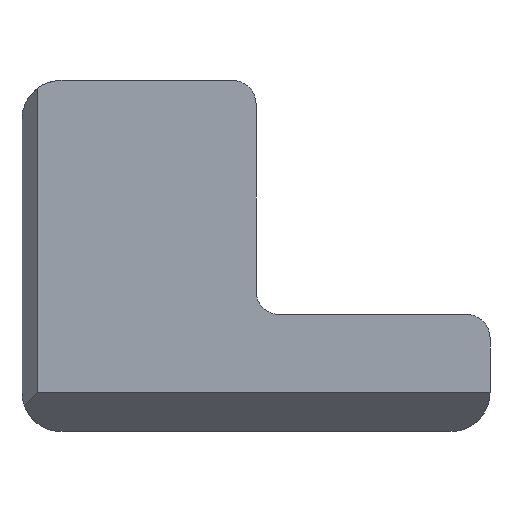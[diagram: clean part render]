
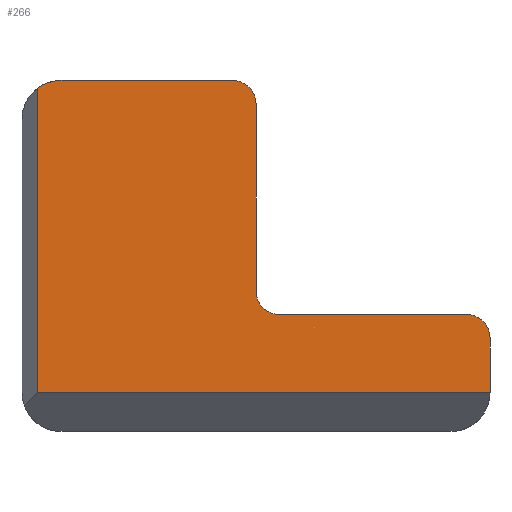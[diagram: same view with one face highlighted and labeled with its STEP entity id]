
A CAD part, front view. The second image highlights one B-rep face of the part: STEP entity #266.
In plain terms, the highlighted planar face has unit normal (0, -1, 0).
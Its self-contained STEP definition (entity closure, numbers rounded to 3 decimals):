
#7 = VERTEX_POINT ( 'NONE', #242 ) ;
#15 = CIRCLE ( 'NONE', #350, 5. ) ;
#18 = CARTESIAN_POINT ( 'NONE',  ( 3., 0., 0. ) ) ;
#23 = CIRCLE ( 'NONE', #399, 3. ) ;
#27 = EDGE_CURVE ( 'NONE', #466, #7, #376, .T. ) ;
#33 = CARTESIAN_POINT ( 'NONE',  ( 0., 0., 3. ) ) ;
#42 = ORIENTED_EDGE ( 'NONE', *, *, #208, .T. ) ;
#43 = VERTEX_POINT ( 'NONE', #461 ) ;
#44 = VECTOR ( 'NONE', #241, 1000. ) ;
#49 = CARTESIAN_POINT ( 'NONE',  ( 0., 0., 0. ) ) ;
#55 = CARTESIAN_POINT ( 'NONE',  ( -30., 0., 30. ) ) ;
#81 = EDGE_CURVE ( 'NONE', #363, #43, #474, .T. ) ;
#82 = ORIENTED_EDGE ( 'NONE', *, *, #317, .F. ) ;
#93 = ORIENTED_EDGE ( 'NONE', *, *, #233, .T. ) ;
#96 = ORIENTED_EDGE ( 'NONE', *, *, #373, .T. ) ;
#97 = ORIENTED_EDGE ( 'NONE', *, *, #475, .F. ) ;
#109 = EDGE_CURVE ( 'NONE', #143, #157, #123, .T. ) ;
#123 = LINE ( 'NONE', #177, #564 ) ;
#131 = EDGE_LOOP ( 'NONE', ( #82, #541, #190, #368, #97, #96, #426, #42, #180, #93 ) ) ;
#143 = VERTEX_POINT ( 'NONE', #174 ) ;
#144 = LINE ( 'NONE', #325, #162 ) ;
#157 = VERTEX_POINT ( 'NONE', #33 ) ;
#162 = VECTOR ( 'NONE', #279, 1000. ) ;
#174 = CARTESIAN_POINT ( 'NONE',  ( 0., 0., 27. ) ) ;
#177 = CARTESIAN_POINT ( 'NONE',  ( 0., 0., 30. ) ) ;
#179 = CIRCLE ( 'NONE', #565, 3. ) ;
#180 = ORIENTED_EDGE ( 'NONE', *, *, #109, .F. ) ;
#187 = LINE ( 'NONE', #372, #464 ) ;
#189 = AXIS2_PLACEMENT_3D ( 'NONE', #521, #519, #387 ) ;
#190 = ORIENTED_EDGE ( 'NONE', *, *, #81, .T. ) ;
#193 = CARTESIAN_POINT ( 'NONE',  ( 30., 0., -3. ) ) ;
#208 = EDGE_CURVE ( 'NONE', #466, #157, #437, .T. ) ;
#233 = EDGE_CURVE ( 'NONE', #143, #419, #23, .T. ) ;
#236 = FACE_OUTER_BOUND ( 'NONE', #131, .T. ) ;
#239 = CARTESIAN_POINT ( 'NONE',  ( -3., 0., 30. ) ) ;
#241 = DIRECTION ( 'NONE',  ( 1., 0., 0. ) ) ;
#242 = CARTESIAN_POINT ( 'NONE',  ( 27., 0., 0. ) ) ;
#244 = PLANE ( 'NONE',  #289 ) ;
#266 = ADVANCED_FACE ( 'NONE', ( #236 ), #244, .T. ) ;
#276 = CARTESIAN_POINT ( 'NONE',  ( 30., 0., -10. ) ) ;
#277 = VERTEX_POINT ( 'NONE', #276 ) ;
#279 = DIRECTION ( 'NONE',  ( 0., 0., -1. ) ) ;
#289 = AXIS2_PLACEMENT_3D ( 'NONE', #49, #310, #494 ) ;
#295 = CARTESIAN_POINT ( 'NONE',  ( -25., 0., 30. ) ) ;
#297 = DIRECTION ( 'NONE',  ( 0., 0., -1. ) ) ;
#300 = VECTOR ( 'NONE', #424, 1000. ) ;
#310 = DIRECTION ( 'NONE',  ( 0., -1., 0. ) ) ;
#317 = EDGE_CURVE ( 'NONE', #502, #419, #498, .T. ) ;
#318 = DIRECTION ( 'NONE',  ( 0., 0., -1. ) ) ;
#325 = CARTESIAN_POINT ( 'NONE',  ( 30., 0., 0. ) ) ;
#346 = CARTESIAN_POINT ( 'NONE',  ( -28., 0., -10. ) ) ;
#350 = AXIS2_PLACEMENT_3D ( 'NONE', #414, #410, #359 ) ;
#359 = DIRECTION ( 'NONE',  ( 0., 0., -1. ) ) ;
#363 = VERTEX_POINT ( 'NONE', #406 ) ;
#368 = ORIENTED_EDGE ( 'NONE', *, *, #422, .T. ) ;
#372 = CARTESIAN_POINT ( 'NONE',  ( 30., 0., -10. ) ) ;
#373 = EDGE_CURVE ( 'NONE', #409, #7, #179, .T. ) ;
#376 = LINE ( 'NONE', #380, #300 ) ;
#380 = CARTESIAN_POINT ( 'NONE',  ( 0., 0., 0. ) ) ;
#387 = DIRECTION ( 'NONE',  ( 0., 0., -1. ) ) ;
#399 = AXIS2_PLACEMENT_3D ( 'NONE', #523, #446, #543 ) ;
#406 = CARTESIAN_POINT ( 'NONE',  ( -28., 0., 29. ) ) ;
#409 = VERTEX_POINT ( 'NONE', #193 ) ;
#410 = DIRECTION ( 'NONE',  ( 0., -1., 0. ) ) ;
#414 = CARTESIAN_POINT ( 'NONE',  ( -25., 0., 25. ) ) ;
#419 = VERTEX_POINT ( 'NONE', #239 ) ;
#422 = EDGE_CURVE ( 'NONE', #43, #277, #187, .T. ) ;
#424 = DIRECTION ( 'NONE',  ( 1., 0., 0. ) ) ;
#426 = ORIENTED_EDGE ( 'NONE', *, *, #27, .F. ) ;
#434 = DIRECTION ( 'NONE',  ( 0., 0., -1. ) ) ;
#437 = CIRCLE ( 'NONE', #189, 3. ) ;
#446 = DIRECTION ( 'NONE',  ( 0., -1., 0. ) ) ;
#461 = CARTESIAN_POINT ( 'NONE',  ( -28., 0., -10. ) ) ;
#464 = VECTOR ( 'NONE', #486, 1000. ) ;
#466 = VERTEX_POINT ( 'NONE', #18 ) ;
#468 = EDGE_CURVE ( 'NONE', #502, #363, #15, .T. ) ;
#474 = LINE ( 'NONE', #346, #487 ) ;
#475 = EDGE_CURVE ( 'NONE', #409, #277, #144, .T. ) ;
#486 = DIRECTION ( 'NONE',  ( 1., 0., 0. ) ) ;
#487 = VECTOR ( 'NONE', #434, 1000. ) ;
#490 = DIRECTION ( 'NONE',  ( 0., -1., 0. ) ) ;
#494 = DIRECTION ( 'NONE',  ( 0., 0., -1. ) ) ;
#498 = LINE ( 'NONE', #55, #44 ) ;
#502 = VERTEX_POINT ( 'NONE', #295 ) ;
#519 = DIRECTION ( 'NONE',  ( 0., 1., 0. ) ) ;
#521 = CARTESIAN_POINT ( 'NONE',  ( 3., 0., 3. ) ) ;
#523 = CARTESIAN_POINT ( 'NONE',  ( -3., 0., 27. ) ) ;
#531 = CARTESIAN_POINT ( 'NONE',  ( 27., 0., -3. ) ) ;
#541 = ORIENTED_EDGE ( 'NONE', *, *, #468, .T. ) ;
#543 = DIRECTION ( 'NONE',  ( 0., 0., -1. ) ) ;
#564 = VECTOR ( 'NONE', #297, 1000. ) ;
#565 = AXIS2_PLACEMENT_3D ( 'NONE', #531, #490, #318 ) ;
